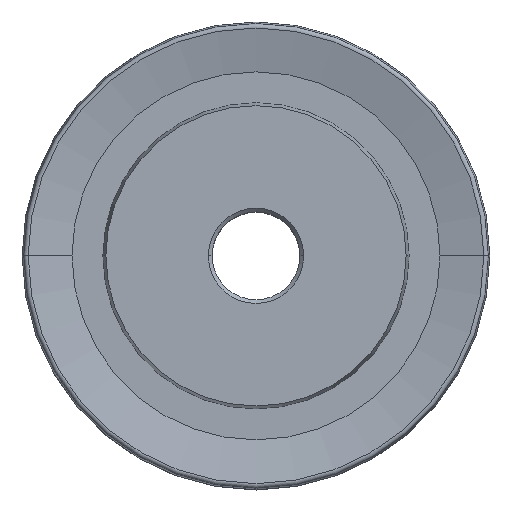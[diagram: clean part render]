
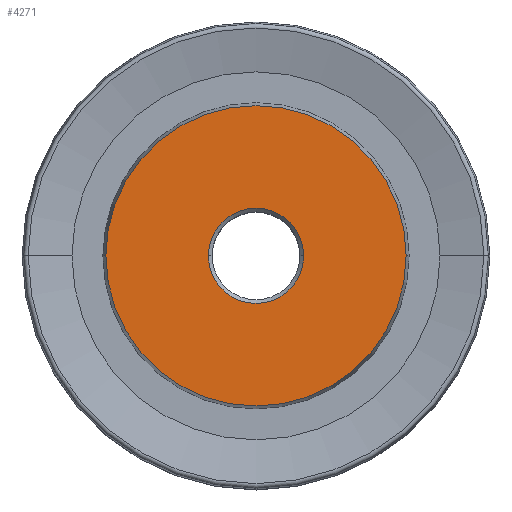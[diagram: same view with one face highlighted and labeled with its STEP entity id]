
A CAD part, top view. The second image highlights one B-rep face of the part: STEP entity #4271.
In plain terms, the highlighted planar face has unit normal (0, 0, 1).
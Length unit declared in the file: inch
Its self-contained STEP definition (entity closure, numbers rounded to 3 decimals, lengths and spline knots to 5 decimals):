
#76 = EDGE_CURVE ( 'NONE', #2572, #1317, #5278, .T. ) ;
#500 = PLANE ( 'NONE',  #3310 ) ;
#541 = FACE_OUTER_BOUND ( 'NONE', #2281, .T. ) ;
#703 = CARTESIAN_POINT ( 'NONE',  ( 0., 0., 0.21875 ) ) ;
#851 = AXIS2_PLACEMENT_3D ( 'NONE', #4177, #1189, #4686 ) ;
#878 = ORIENTED_EDGE ( 'NONE', *, *, #4638, .T. ) ;
#1189 = DIRECTION ( 'NONE',  ( 0., 0., -1. ) ) ;
#1193 = DIRECTION ( 'NONE',  ( 1., 0., 0. ) ) ;
#1317 = VERTEX_POINT ( 'NONE', #1321 ) ;
#1321 = CARTESIAN_POINT ( 'NONE',  ( 0.40425, 0., 0.21875 ) ) ;
#1482 = DIRECTION ( 'NONE',  ( 0., 0., 1. ) ) ;
#1614 = EDGE_CURVE ( 'NONE', #5794, #3965, #1886, .T. ) ;
#1750 = DIRECTION ( 'NONE',  ( 0., 0., -1. ) ) ;
#1753 = DIRECTION ( 'NONE',  ( 0., 0., 1. ) ) ;
#1804 = EDGE_CURVE ( 'NONE', #3965, #5794, #2112, .T. ) ;
#1886 = CIRCLE ( 'NONE', #851, 0.12811 ) ;
#2101 = ORIENTED_EDGE ( 'NONE', *, *, #76, .T. ) ;
#2112 = CIRCLE ( 'NONE', #4527, 0.12811 ) ;
#2160 = CARTESIAN_POINT ( 'NONE',  ( 0.12811, 0., 0.21875 ) ) ;
#2281 = EDGE_LOOP ( 'NONE', ( #2101, #878 ) ) ;
#2455 = AXIS2_PLACEMENT_3D ( 'NONE', #703, #4184, #1193 ) ;
#2572 = VERTEX_POINT ( 'NONE', #3951 ) ;
#2613 = EDGE_LOOP ( 'NONE', ( #4114, #3690 ) ) ;
#3310 = AXIS2_PLACEMENT_3D ( 'NONE', #3968, #1482, #4987 ) ;
#3690 = ORIENTED_EDGE ( 'NONE', *, *, #1614, .T. ) ;
#3949 = CIRCLE ( 'NONE', #5174, 0.40425 ) ;
#3951 = CARTESIAN_POINT ( 'NONE',  ( -0.40425, 0., 0.21875 ) ) ;
#3965 = VERTEX_POINT ( 'NONE', #2160 ) ;
#3968 = CARTESIAN_POINT ( 'NONE',  ( 0., 0., 0.21875 ) ) ;
#4114 = ORIENTED_EDGE ( 'NONE', *, *, #1804, .T. ) ;
#4177 = CARTESIAN_POINT ( 'NONE',  ( 0., 0., 0.21875 ) ) ;
#4184 = DIRECTION ( 'NONE',  ( 0., 0., 1. ) ) ;
#4271 = ADVANCED_FACE ( 'NONE', ( #541, #4515 ), #500, .T. ) ;
#4515 = FACE_BOUND ( 'NONE', #2613, .T. ) ;
#4527 = AXIS2_PLACEMENT_3D ( 'NONE', #4748, #1750, #5257 ) ;
#4638 = EDGE_CURVE ( 'NONE', #1317, #2572, #3949, .T. ) ;
#4686 = DIRECTION ( 'NONE',  ( 1., 0., 0. ) ) ;
#4748 = CARTESIAN_POINT ( 'NONE',  ( 0., 0., 0.21875 ) ) ;
#4750 = CARTESIAN_POINT ( 'NONE',  ( 0., 0., 0.21875 ) ) ;
#4847 = CARTESIAN_POINT ( 'NONE',  ( -0.12811, 0., 0.21875 ) ) ;
#4987 = DIRECTION ( 'NONE',  ( 1., 0., 0. ) ) ;
#5174 = AXIS2_PLACEMENT_3D ( 'NONE', #4750, #1753, #5258 ) ;
#5257 = DIRECTION ( 'NONE',  ( 1., 0., 0. ) ) ;
#5258 = DIRECTION ( 'NONE',  ( 1., 0., 0. ) ) ;
#5278 = CIRCLE ( 'NONE', #2455, 0.40425 ) ;
#5794 = VERTEX_POINT ( 'NONE', #4847 ) ;
